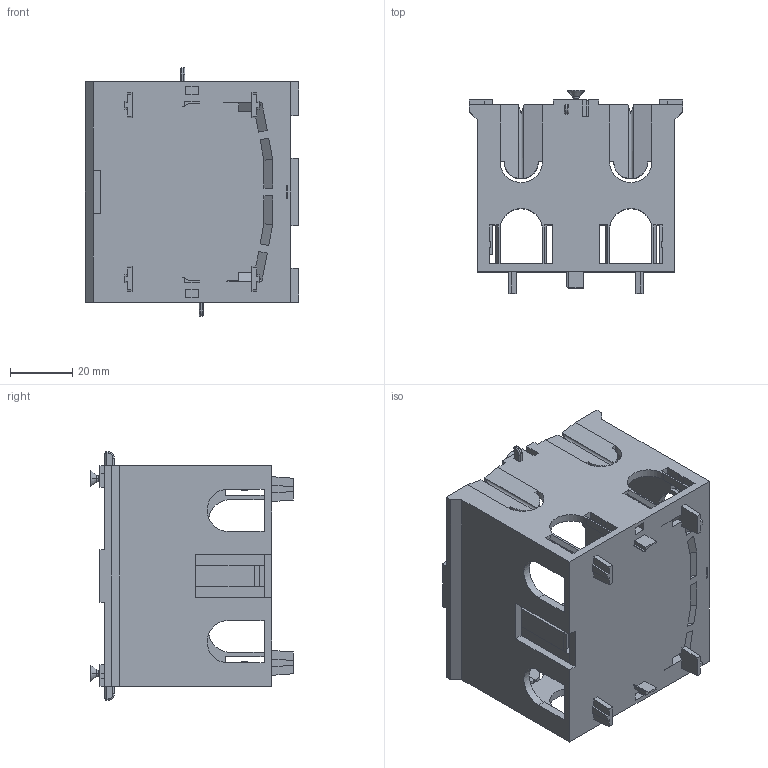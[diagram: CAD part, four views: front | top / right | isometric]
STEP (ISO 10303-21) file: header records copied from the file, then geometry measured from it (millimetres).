
FILE_DESCRIPTION((''),'2;1');
FILE_NAME('57020-M_ASM','2022-11-10T09:21:12',('rissom1'),(''),'CREO PARAMETRIC BY PTC INC, 2022024','CREO PARAMETRIC BY PTC INC, 2022024','');
FILE_SCHEMA(('AUTOMOTIVE_DESIGN { 1 0 10303 214 1 1 1 1 }'));
Length unit declared in the file: millimetre
Products named in the file (3): 56797-M; 52515-M; 57020-M_ASM
Assembly tree (3 placements, depth 2):
  57020-M_ASM
    56797-M
    52515-M  x2
Bounding box: 68.5 x 65.1 x 79.8 mm (x, y, z)
Volume: 41274.7 mm3; surface area: 39485.2 mm2
Topology: 3 solids, 15 shells, 618 faces, 2043 edges, 1449 vertices
Faces by surface type: plane 484, cylinder 68, cone 36, bspline 18, torus 8, sphere 4
Entity records: 29419 total; most frequent: CARTESIAN_POINT 9381, DIRECTION 3293, ORIENTED_EDGE 3032, VECTOR 1710, LINE 1710, EDGE_CURVE 1516, VERTEX_POINT 979, AXIS2_PLACEMENT_3D 787
